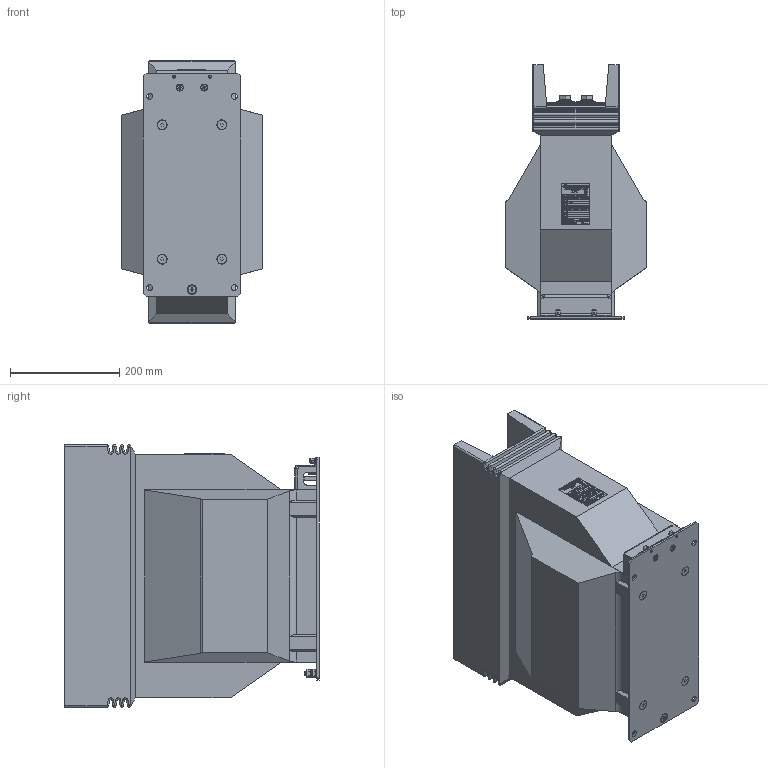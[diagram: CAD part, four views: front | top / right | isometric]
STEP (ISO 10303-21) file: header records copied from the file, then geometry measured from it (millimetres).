
FILE_DESCRIPTION (( 'STEP AP214' ), '1' );
FILE_NAME ('ﾒﾋﾊ-ﾑﾒ-35-1.2ﾌ (2000ﾀ).STEP', '2023-07-26T04:03:57', ( '' ), ( '' ), 'SwSTEP 2.0', 'SolidWorks 2014', '' );
FILE_SCHEMA (( 'AUTOMOTIVE_DESIGN' ));
Length unit declared in the file: millimetre
Products named in the file (27): Âèíò DIN 965_Œ8å25; Âèíò ïîòàé ñ âí. øåñò. DIN 7991_8å20; ÂÅÈÓ.754312.182À Òàáëè÷êà òåõíè÷åñêèõ äàííûõ ÒËÊ-ÑÒ_-01; 屡扔.758181.002 妈眚 镫铎徼痤忸黜; ÂÅÈÓ.735314.029 Êðûøêà çàùèòíàÿ ÒËÊ-35-1; ÇÍÈÎË-35; ﾂﾅﾈﾓ.733411.011 ﾎ魵瑙韃; ÂÅÈÓ.671213.558 Ñáîðêà òðàíñôîðìàòîðà ñ çàëèâêîé ÒËÊ-ÑÒ-35-1.2Ì_-01; Áîëò DIN 933_5å10; Äîçàëèâêà áàðüåðîâ^ÂÅÈÓ.671213.558 Ñáîðêà òðàíñôîðìàòîðà ñ çàëèâêîé ÒËÊ-ÑÒ-35-1.2Ì; ﾘ琺矜 DIN 127 B_5; ÂÅÈÓ.671213.543 Ñáîðêà òðàíñôîðìàòîðà ñ çàëèâêîé ÒËÊ-ÑÒ-35-1.2_-01; ﾘ琺矜 DIN 125 ﾀ_5.01.019; ÂÅÈÓ.671213.340 Ñáîðêà àêòèâíîé ÷àñòè ÒËÊ-ÑÒ-35-1.2_2000; Áîëò DIN 933_12å30 ; ÂÅÈÓ.757465.007À Íàêîíå÷íèê_-01; ﾘ琺矜 DIN 127 B_12; 屡扔.758472.007 绵殛郷-02; ﾘ琺矜 DIN 125 ﾀ_12.01.019; Êîðïóñ ÒËÊ-35-1.2^ÂÅÈÓ.671213.543 Ñáîðêà òðàíñôîðìàòîðà ñ çàëèâêîé ÒËÊ-ÑÒ-35-1.2_2000€ 4å ®¡¬; ﾘ琺矜 DIN 127 B_6; Ãàéêà øåñòèãðàííàÿ DIN 934_6; ﾒﾋﾊ-ﾑﾒ-35-1.2ﾌ (2000ﾀ); ﾘ琺矜 DIN 125 ﾀ_6.01.019; ﾘ琺矜 DIN 127 B_8; Ãàéêà øåñòèãðàííàÿ DIN 934_8; ﾘ琺矜 DIN 125 ﾀ_8.01.019; Âèíò DIN 965_Œ6å20
Assembly tree (93 placements, depth 5):
  ﾒﾋﾊ-ﾑﾒ-35-1.2ﾌ (2000ﾀ)
    ÂÅÈÓ.671213.558 Ñáîðêà òðàíñôîðìàòîðà ñ çàëèâêîé ÒËÊ-ÑÒ-35-1.2Ì_-01
      ÂÅÈÓ.671213.543 Ñáîðêà òðàíñôîðìàòîðà ñ çàëèâêîé ÒËÊ-ÑÒ-35-1.2_-01
        Êîðïóñ ÒËÊ-35-1.2^ÂÅÈÓ.671213.543 Ñáîðêà òðàíñôîðìàòîðà ñ çàëèâêîé ÒËÊ-ÑÒ-35-1.2_2000€ 4å ®¡¬
        屡扔.758472.007 绵殛郷-02  x8
        ÂÅÈÓ.671213.340 Ñáîðêà àêòèâíîé ÷àñòè ÒËÊ-ÑÒ-35-1.2_2000
          ÂÅÈÓ.757465.007À Íàêîíå÷íèê_-01  x2
      Äîçàëèâêà áàðüåðîâ^ÂÅÈÓ.671213.558 Ñáîðêà òðàíñôîðìàòîðà ñ çàëèâêîé ÒËÊ-ÑÒ-35-1.2Ì
    ﾂﾅﾈﾓ.733411.011 ﾎ魵瑙韃
    ÂÅÈÓ.735314.029 Êðûøêà çàùèòíàÿ ÒËÊ-35-1; ÇÍÈÎË-35
    屡扔.758181.002 妈眚 镫铎徼痤忸黜  x2
    ÂÅÈÓ.754312.182À Òàáëè÷êà òåõíè÷åñêèõ äàííûõ ÒËÊ-ÑÒ_-01
    Âèíò ïîòàé ñ âí. øåñò. DIN 7991_8å20  x4
    Âèíò DIN 965_Œ8å25
    Âèíò DIN 965_Œ6å20  x2
    ﾘ琺矜 DIN 125 ﾀ_8.01.019  x2
    Ãàéêà øåñòèãðàííàÿ DIN 934_8  x2
    ﾘ琺矜 DIN 127 B_8
    ﾘ琺矜 DIN 125 ﾀ_6.01.019  x4
    Ãàéêà øåñòèãðàííàÿ DIN 934_6  x4
    ﾘ琺矜 DIN 127 B_6  x2
    ﾘ琺矜 DIN 125 ﾀ_12.01.019  x8
    ﾘ琺矜 DIN 127 B_12  x8
    Áîëò DIN 933_12å30   x8
    ﾘ琺矜 DIN 125 ﾀ_5.01.019  x9
    ﾘ琺矜 DIN 127 B_5  x9
    Áîëò DIN 933_5å10  x9
Bounding box: 257 x 465.31 x 480 mm (x, y, z)
Volume: 30399488.5 mm3; surface area: 1310671.1 mm2
Topology: 90 solids, 90 shells, 5284 faces, 13564 edges, 8811 vertices
Faces by surface type: plane 2821, bspline 1239, cylinder 678, cone 373, torus 147, sphere 26
Entity records: 218625 total; most frequent: CARTESIAN_POINT 88378, ORIENTED_EDGE 22758, DIRECTION 16088, EDGE_CURVE 11379, LINE 7746, VECTOR 7746, VERTEX_POINT 7479, EDGE_LOOP 4752
